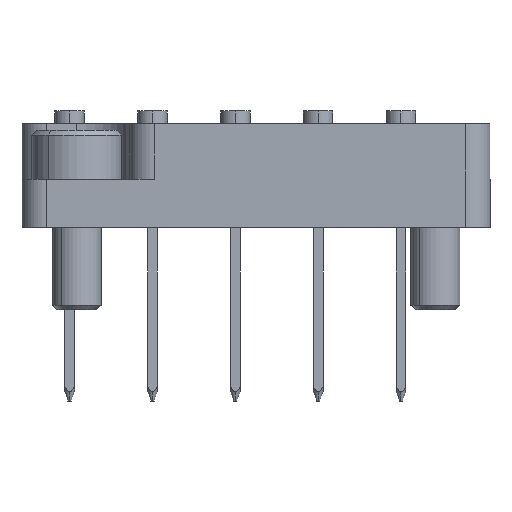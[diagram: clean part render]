
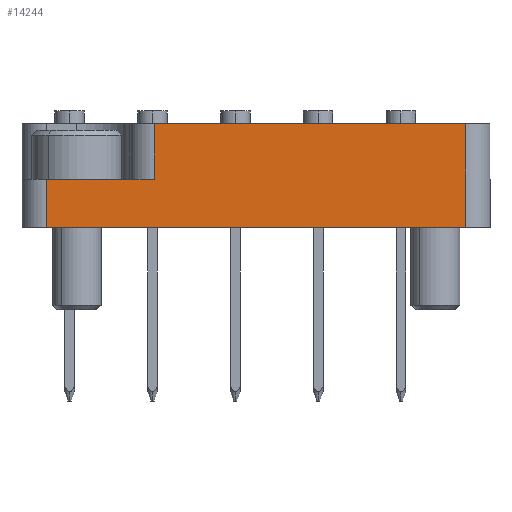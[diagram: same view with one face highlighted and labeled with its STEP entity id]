
A CAD part, front view. The second image highlights one B-rep face of the part: STEP entity #14244.
In plain terms, the highlighted face is planar.
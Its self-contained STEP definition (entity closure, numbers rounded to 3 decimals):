
#1344 = VECTOR ( 'NONE', #8696, 1000. ) ;
#1356 = EDGE_CURVE ( 'NONE', #17794, #4445, #12065, .T. ) ;
#1395 = FACE_OUTER_BOUND ( 'NONE', #15710, .T. ) ;
#1889 = VERTEX_POINT ( 'NONE', #3774 ) ;
#1916 = VERTEX_POINT ( 'NONE', #5352 ) ;
#2242 = LINE ( 'NONE', #6639, #6664 ) ;
#3105 = DIRECTION ( 'NONE',  ( 0., 1., 0. ) ) ;
#3262 = CARTESIAN_POINT ( 'NONE',  ( 30., 2.95, 6.25 ) ) ;
#3774 = CARTESIAN_POINT ( 'NONE',  ( 30., 0., 12.85 ) ) ;
#3780 = ORIENTED_EDGE ( 'NONE', *, *, #6432, .F. ) ;
#3877 = ORIENTED_EDGE ( 'NONE', *, *, #1356, .T. ) ;
#4445 = VERTEX_POINT ( 'NONE', #17801 ) ;
#4819 = CARTESIAN_POINT ( 'NONE',  ( 30., 0., 12.85 ) ) ;
#5352 = CARTESIAN_POINT ( 'NONE',  ( 30., 0., -12.85 ) ) ;
#5430 = VECTOR ( 'NONE', #3105, 1000. ) ;
#5881 = CARTESIAN_POINT ( 'NONE',  ( 30., 6.35, 14.35 ) ) ;
#6275 = LINE ( 'NONE', #4819, #13833 ) ;
#6432 = EDGE_CURVE ( 'NONE', #8414, #4445, #2242, .T. ) ;
#6631 = EDGE_CURVE ( 'NONE', #1916, #12616, #19258, .T. ) ;
#6639 = CARTESIAN_POINT ( 'NONE',  ( 30., 2.95, 7.75 ) ) ;
#6664 = VECTOR ( 'NONE', #9773, 1000. ) ;
#7344 = PLANE ( 'NONE',  #12754 ) ;
#8414 = VERTEX_POINT ( 'NONE', #19223 ) ;
#8450 = ORIENTED_EDGE ( 'NONE', *, *, #11631, .T. ) ;
#8696 = DIRECTION ( 'NONE',  ( 0., 0., -1. ) ) ;
#9723 = ORIENTED_EDGE ( 'NONE', *, *, #18891, .F. ) ;
#9773 = DIRECTION ( 'NONE',  ( 0., 0., -1. ) ) ;
#10394 = DIRECTION ( 'NONE',  ( 0., 1., 0. ) ) ;
#11549 = ORIENTED_EDGE ( 'NONE', *, *, #6631, .T. ) ;
#11631 = EDGE_CURVE ( 'NONE', #8414, #1889, #6275, .T. ) ;
#12065 = LINE ( 'NONE', #3262, #12085 ) ;
#12085 = VECTOR ( 'NONE', #13441, 1000. ) ;
#12342 = LINE ( 'NONE', #14193, #13496 ) ;
#12616 = VERTEX_POINT ( 'NONE', #14541 ) ;
#12754 = AXIS2_PLACEMENT_3D ( 'NONE', #5881, #13318, #10394 ) ;
#13294 = CARTESIAN_POINT ( 'NONE',  ( 30., 6.35, 14.35 ) ) ;
#13318 = DIRECTION ( 'NONE',  ( 1., 0., 0. ) ) ;
#13441 = DIRECTION ( 'NONE',  ( 0., -1., 0. ) ) ;
#13496 = VECTOR ( 'NONE', #15646, 1000. ) ;
#13833 = VECTOR ( 'NONE', #16655, 1000. ) ;
#14193 = CARTESIAN_POINT ( 'NONE',  ( 30., 0., 14.35 ) ) ;
#14244 = ADVANCED_FACE ( 'NONE', ( #1395 ), #7344, .T. ) ;
#14541 = CARTESIAN_POINT ( 'NONE',  ( 30., 6.35, -12.85 ) ) ;
#14984 = CARTESIAN_POINT ( 'NONE',  ( 30., 6.35, 6.25 ) ) ;
#15646 = DIRECTION ( 'NONE',  ( 0., 0., -1. ) ) ;
#15710 = EDGE_LOOP ( 'NONE', ( #16450, #11549, #9723, #3877, #3780, #8450 ) ) ;
#16225 = LINE ( 'NONE', #13294, #1344 ) ;
#16450 = ORIENTED_EDGE ( 'NONE', *, *, #17942, .T. ) ;
#16655 = DIRECTION ( 'NONE',  ( 0., -1., 0. ) ) ;
#17794 = VERTEX_POINT ( 'NONE', #14984 ) ;
#17801 = CARTESIAN_POINT ( 'NONE',  ( 30., 2.95, 6.25 ) ) ;
#17942 = EDGE_CURVE ( 'NONE', #1889, #1916, #12342, .T. ) ;
#18190 = CARTESIAN_POINT ( 'NONE',  ( 30., 6.35, -12.85 ) ) ;
#18891 = EDGE_CURVE ( 'NONE', #17794, #12616, #16225, .T. ) ;
#19223 = CARTESIAN_POINT ( 'NONE',  ( 30., 2.95, 12.85 ) ) ;
#19258 = LINE ( 'NONE', #18190, #5430 ) ;
